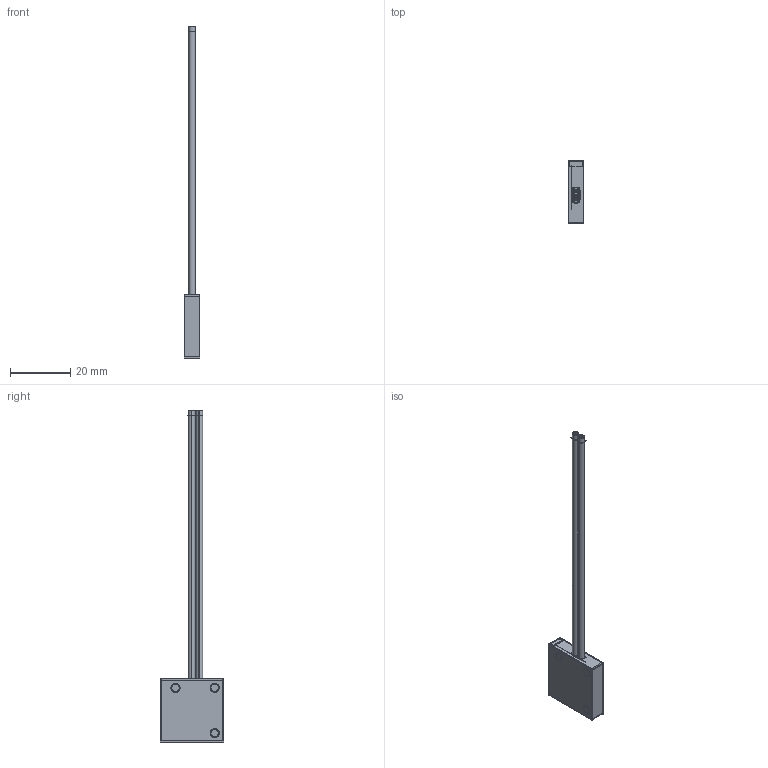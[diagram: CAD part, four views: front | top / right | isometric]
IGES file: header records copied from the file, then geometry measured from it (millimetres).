
Start section:  PTC IGES file: 176185.igs
Global section: file name: 176185.igs; native system: Creo Parametric by Parametric Technology Corporation; preprocessor: 2013230; author: pdmadmin; organization: Unknown; date: 20160105.131550; units: millimetre
Bounding box: 5.28 x 20.87 x 109.9 mm (x, y, z)
Volume: 1748 mm3; surface area: 27502.2 mm2
Topology: 18 solids, 21 shells, 550 faces, 2782 edges, 3565 vertices
Faces by surface type: revolution 310, bspline 240
